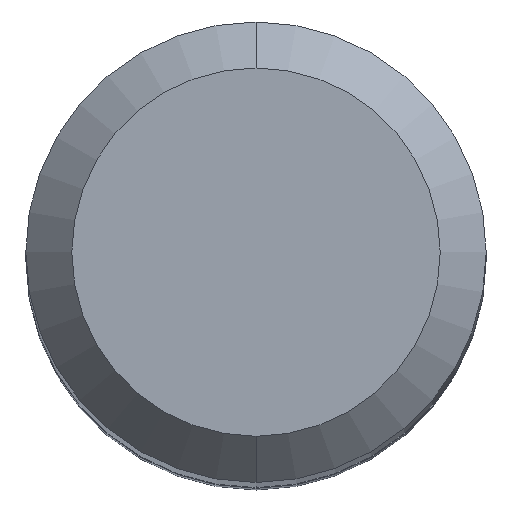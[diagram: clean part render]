
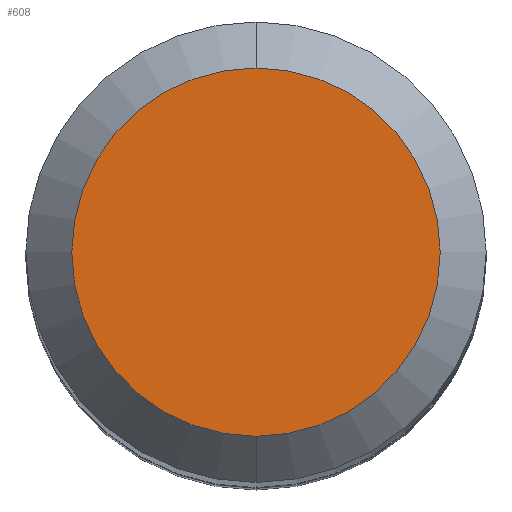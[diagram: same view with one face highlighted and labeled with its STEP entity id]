
A CAD part, top view. The second image highlights one B-rep face of the part: STEP entity #608.
In plain terms, the highlighted planar face has unit normal (0, 0, 1).
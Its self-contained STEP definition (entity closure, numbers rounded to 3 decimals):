
#255=CARTESIAN_POINT('',(0.,0.,36.));
#256=DIRECTION('',(0.,0.,1.));
#257=DIRECTION('',(0.,1.,0.));
#258=AXIS2_PLACEMENT_3D('',#255,#256,#257);
#263=CARTESIAN_POINT('',(0.,0.,36.));
#264=DIRECTION('',(0.,0.,-1.));
#265=DIRECTION('',(0.,1.,0.));
#266=AXIS2_PLACEMENT_3D('',#263,#264,#265);
#277=CARTESIAN_POINT('',(0.,2.4,36.));
#278=VERTEX_POINT('',#277);
#285=CARTESIAN_POINT('',(0.,-2.4,36.));
#286=VERTEX_POINT('',#285);
#599=CARTESIAN_POINT('',(0.,0.,36.));
#600=DIRECTION('',(0.,0.,-1.));
#601=DIRECTION('',(0.,-1.,0.));
#602=AXIS2_PLACEMENT_3D('',#599,#600,#601);
#603=PLANE('',#602);
#604=ORIENTED_EDGE('',*,*,#578,.F.);
#605=ORIENTED_EDGE('',*,*,#594,.T.);
#606=EDGE_LOOP('',(#604,#605));
#607=FACE_OUTER_BOUND('',#606,.F.);
#259=CIRCLE('',#258,2.4);
#267=CIRCLE('',#266,2.4);
#578=EDGE_CURVE('',#278,#286,#259,.T.);
#594=EDGE_CURVE('',#278,#286,#267,.T.);
#608=ADVANCED_FACE('',(#607),#603,.F.);
